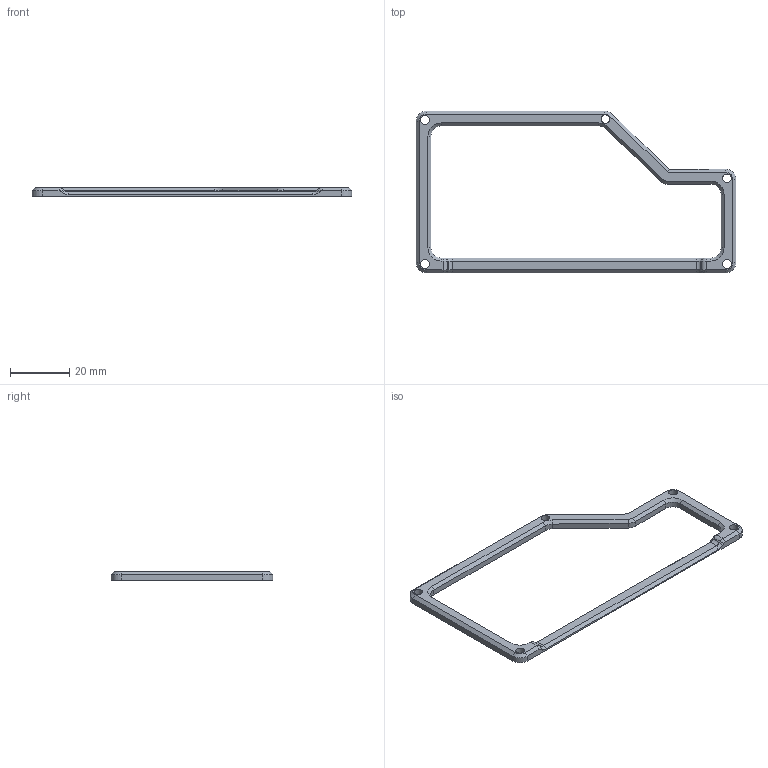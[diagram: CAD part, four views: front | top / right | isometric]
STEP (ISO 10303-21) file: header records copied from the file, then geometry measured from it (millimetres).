
FILE_DESCRIPTION(/* description */ ('STEP AP242','CAx-IF Rec.Pracs.---Representation and Presentation of Product Manufacturing Information (PMI)---4.0---2014-10-13','CAx-IF Rec.Pracs.---3D Tessellated Geometry---0.4---2014-09-14','2;1'),/* implementation_level */ '2;1');
FILE_NAME(/* name */ '6717184fe360df48201a00e3',/* time_stamp */ '2024-10-22T03:13:19Z',/* author */ (''),/* organization */ (''),/* preprocessor_version */ 'ST-DEVELOPER v20',/* originating_system */ ' ',/* authorisation */ ' ');
FILE_SCHEMA (('AP242_MANAGED_MODEL_BASED_3D_ENGINEERING_MIM_LF { 1 0 10303 442 1 1 4 }'));
Length unit declared in the file: metre
Products named in the file (1): Top Chassis
Bounding box: 108.16 x 54.7 x 3 mm (x, y, z)
Volume: 3310.4 mm3; surface area: 4148.2 mm2
Topology: 1 solids, 1 shells, 173 faces, 474 edges, 303 vertices
Faces by surface type: bspline 69, plane 57, cylinder 28, cone 19
Full cylindrical faces by diameter (mm): 2.9 x5
Entity records: 5826 total; most frequent: CARTESIAN_POINT 1831, ORIENTED_EDGE 938, DIRECTION 624, EDGE_CURVE 469, VERTEX_POINT 303, LINE 256, VECTOR 256, EDGE_LOOP 190
